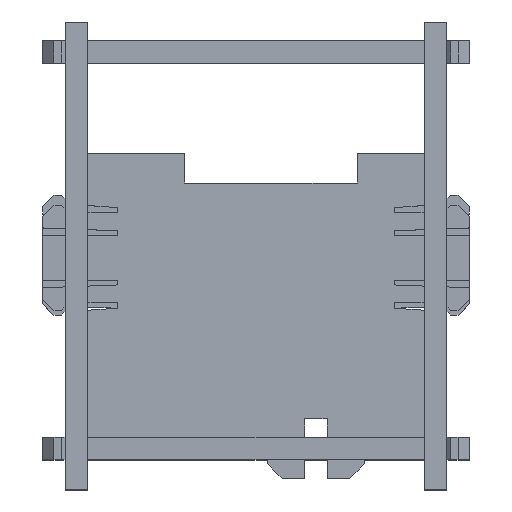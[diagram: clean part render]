
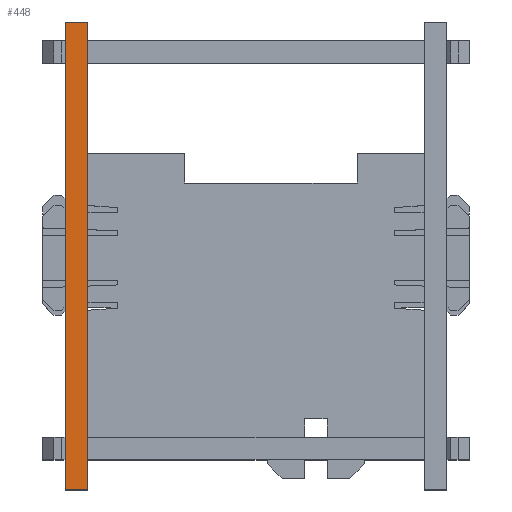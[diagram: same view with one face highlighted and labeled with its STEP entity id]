
A CAD part, top view. The second image highlights one B-rep face of the part: STEP entity #448.
In plain terms, the highlighted free-form (B-spline) face has degree [2, 1] with [5, 2] control points.
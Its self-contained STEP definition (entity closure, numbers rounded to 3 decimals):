
#448=ADVANCED_FACE('',(#826),#6599,.T.);
#826=FACE_OUTER_BOUND('',#1212,.T.);
#1212=EDGE_LOOP('',(#2288,#2289,#2290,#2291));
#2288=ORIENTED_EDGE('',*,*,#4067,.T.);
#2289=ORIENTED_EDGE('',*,*,#4068,.T.);
#2290=ORIENTED_EDGE('',*,*,#4069,.F.);
#2291=ORIENTED_EDGE('',*,*,#4065,.F.);
#4065=EDGE_CURVE('',#6131,#6132,#4803,.T.);
#4067=EDGE_CURVE('',#6131,#6133,#4805,.T.);
#4068=EDGE_CURVE('',#6133,#6134,#4806,.T.);
#4069=EDGE_CURVE('',#6132,#6134,#4807,.T.);
#4803=(
BOUNDED_CURVE()
B_SPLINE_CURVE(1,(#9215,#9216),.UNSPECIFIED.,.F.,.F.)
B_SPLINE_CURVE_WITH_KNOTS((2,2),(0.,3.),.UNSPECIFIED.)
CURVE()
GEOMETRIC_REPRESENTATION_ITEM()
RATIONAL_B_SPLINE_CURVE((1.,1.))
REPRESENTATION_ITEM('')
);
#4805=(
BOUNDED_CURVE()
B_SPLINE_CURVE(2,(#9222,#9223,#9224,#9225,#9226),.UNSPECIFIED.,.F.,.F.)
B_SPLINE_CURVE_WITH_KNOTS((3,2,3),(188.988,190.488,251.488),
 .UNSPECIFIED.)
CURVE()
GEOMETRIC_REPRESENTATION_ITEM()
RATIONAL_B_SPLINE_CURVE((1.,1.,1.,1.,1.))
REPRESENTATION_ITEM('')
);
#4806=(
BOUNDED_CURVE()
B_SPLINE_CURVE(1,(#9227,#9228),.UNSPECIFIED.,.F.,.F.)
B_SPLINE_CURVE_WITH_KNOTS((2,2),(0.,3.),.UNSPECIFIED.)
CURVE()
GEOMETRIC_REPRESENTATION_ITEM()
RATIONAL_B_SPLINE_CURVE((1.,1.))
REPRESENTATION_ITEM('')
);
#4807=(
BOUNDED_CURVE()
B_SPLINE_CURVE(2,(#9229,#9230,#9231,#9232,#9233),.UNSPECIFIED.,.F.,.F.)
B_SPLINE_CURVE_WITH_KNOTS((3,2,3),(188.988,190.488,251.488),
 .UNSPECIFIED.)
CURVE()
GEOMETRIC_REPRESENTATION_ITEM()
RATIONAL_B_SPLINE_CURVE((1.,1.,1.,1.,1.))
REPRESENTATION_ITEM('')
);
#6131=VERTEX_POINT('',#9058);
#6132=VERTEX_POINT('',#9059);
#6133=VERTEX_POINT('',#9060);
#6134=VERTEX_POINT('',#9061);
#6599=(
BOUNDED_SURFACE()
B_SPLINE_SURFACE(2,1,((#8846,#8847),(#8848,#8849),(#8850,#8851),(#8852,
#8853),(#8854,#8855)),.UNSPECIFIED.,.F.,.F.,.F.)
B_SPLINE_SURFACE_WITH_KNOTS((3,2,3),(2,2),(188.988,190.488,
251.488),(0.,3.),.UNSPECIFIED.)
GEOMETRIC_REPRESENTATION_ITEM()
RATIONAL_B_SPLINE_SURFACE(((1.,1.),(1.,1.),(1.,1.),(1.,1.),(1.,1.)))
REPRESENTATION_ITEM('')
SURFACE()
);
#8846=CARTESIAN_POINT('',(-22.5,-45.,9.5));
#8847=CARTESIAN_POINT('',(-25.5,-45.,9.5));
#8848=CARTESIAN_POINT('',(-22.5,-44.25,9.5));
#8849=CARTESIAN_POINT('',(-25.5,-44.25,9.5));
#8850=CARTESIAN_POINT('',(-22.5,-43.5,9.5));
#8851=CARTESIAN_POINT('',(-25.5,-43.5,9.5));
#8852=CARTESIAN_POINT('',(-22.5,-13.,9.5));
#8853=CARTESIAN_POINT('',(-25.5,-13.,9.5));
#8854=CARTESIAN_POINT('',(-22.5,17.5,9.5));
#8855=CARTESIAN_POINT('',(-25.5,17.5,9.5));
#9058=CARTESIAN_POINT('',(-22.5,-45.,9.5));
#9059=CARTESIAN_POINT('',(-25.5,-45.,9.5));
#9060=CARTESIAN_POINT('',(-22.5,17.5,9.5));
#9061=CARTESIAN_POINT('',(-25.5,17.5,9.5));
#9215=CARTESIAN_POINT('',(-22.5,-45.,9.5));
#9216=CARTESIAN_POINT('',(-25.5,-45.,9.5));
#9222=CARTESIAN_POINT('',(-22.5,-45.,9.5));
#9223=CARTESIAN_POINT('',(-22.5,-44.25,9.5));
#9224=CARTESIAN_POINT('',(-22.5,-43.5,9.5));
#9225=CARTESIAN_POINT('',(-22.5,-13.,9.5));
#9226=CARTESIAN_POINT('',(-22.5,17.5,9.5));
#9227=CARTESIAN_POINT('',(-22.5,17.5,9.5));
#9228=CARTESIAN_POINT('',(-25.5,17.5,9.5));
#9229=CARTESIAN_POINT('',(-25.5,-45.,9.5));
#9230=CARTESIAN_POINT('',(-25.5,-44.25,9.5));
#9231=CARTESIAN_POINT('',(-25.5,-43.5,9.5));
#9232=CARTESIAN_POINT('',(-25.5,-13.,9.5));
#9233=CARTESIAN_POINT('',(-25.5,17.5,9.5));
